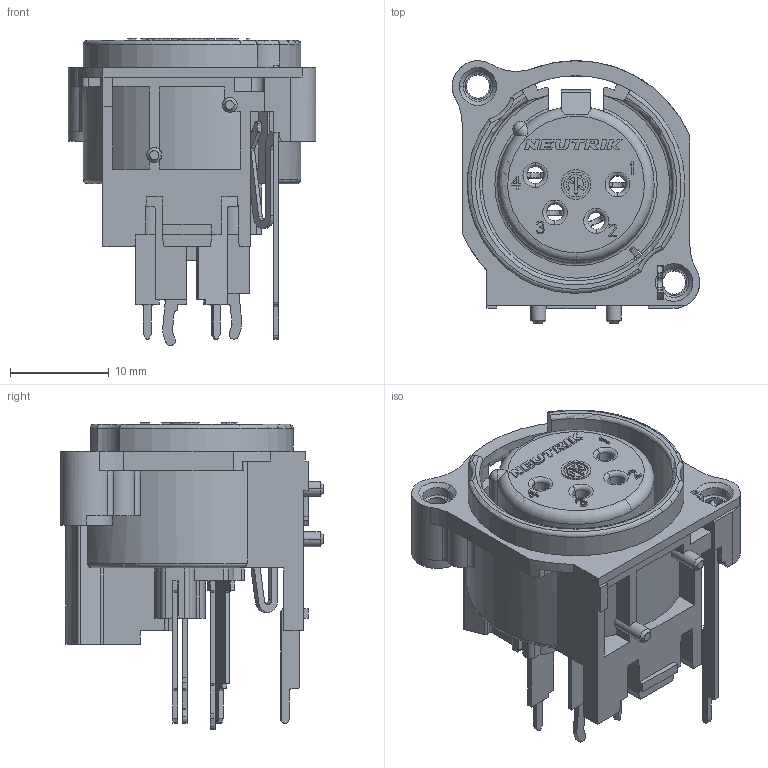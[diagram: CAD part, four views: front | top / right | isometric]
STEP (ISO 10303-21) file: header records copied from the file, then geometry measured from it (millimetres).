
FILE_DESCRIPTION((''),'2;1');
FILE_NAME('NC4FAV-0','2019-04-17T',('odo'),(''),'CREO PARAMETRIC BY PTC INC, 2018360','CREO PARAMETRIC BY PTC INC, 2018360','');
FILE_SCHEMA(('CONFIG_CONTROL_DESIGN'));
Length unit declared in the file: millimetre
Products named in the file (1): NC4FAV-0
Bounding box: 25 x 26.5 x 31.02 mm (x, y, z)
Volume: 4902.8 mm3; surface area: 6881.9 mm2
Topology: 1 solids, 4 shells, 1107 faces, 3154 edges, 2026 vertices
Faces by surface type: plane 743, cylinder 255, torus 63, cone 29, sphere 9, bspline 6, extrusion 2
Entity records: 36466 total; most frequent: CARTESIAN_POINT 7366, ORIENTED_EDGE 6290, DIRECTION 5868, EDGE_CURVE 3145, VECTOR 2244, LINE 2242, VERTEX_POINT 2026, AXIS2_PLACEMENT_3D 1812
